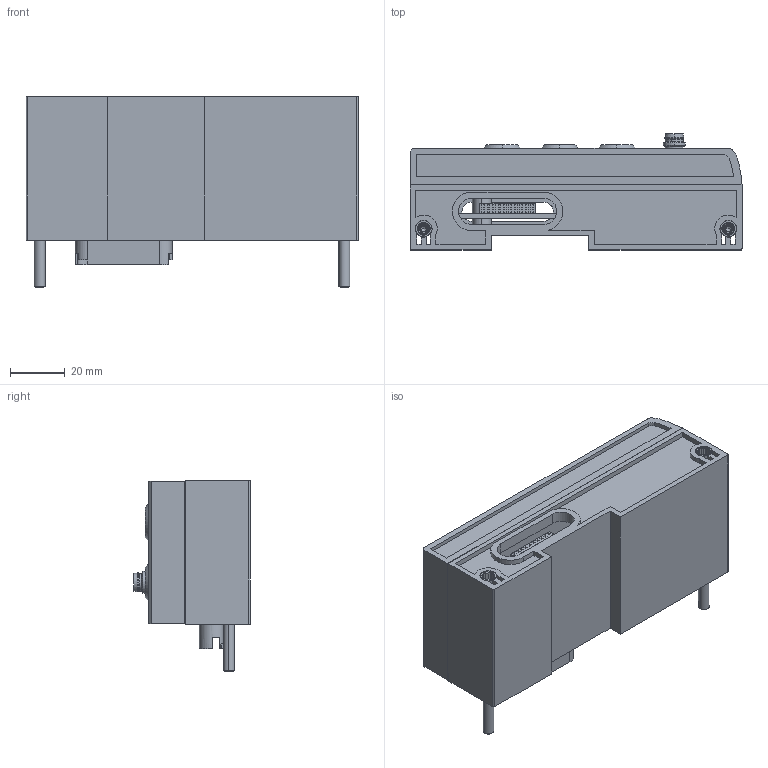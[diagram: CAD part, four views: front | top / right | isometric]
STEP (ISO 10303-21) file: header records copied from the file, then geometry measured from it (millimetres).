
FILE_DESCRIPTION (( 'STEP AP203' ), '1' );
FILE_NAME ('PAL-S03.step', '2020-10-29T13:51:29', ( '' ), ( '' ), 'SwSTEP 2.0', 'SolidWorks 2019', '' );
FILE_SCHEMA (( 'CONFIG_CONTROL_DESIGN' ));
Length unit declared in the file: inch
Products named in the file (1): PAL-S03
Bounding box: 121.6 x 42.6 x 70 mm (x, y, z)
Volume: 145593.7 mm3; surface area: 64044.1 mm2
Topology: 5 solids, 5 shells, 992 faces, 2381 edges, 1533 vertices
Faces by surface type: plane 668, cylinder 214, cone 96, sphere 8, torus 6
Entity records: 28801 total; most frequent: CARTESIAN_POINT 5243, DIRECTION 4872, ORIENTED_EDGE 4746, EDGE_CURVE 2373, VECTOR 1684, LINE 1684, AXIS2_PLACEMENT_3D 1594, VERTEX_POINT 1533
